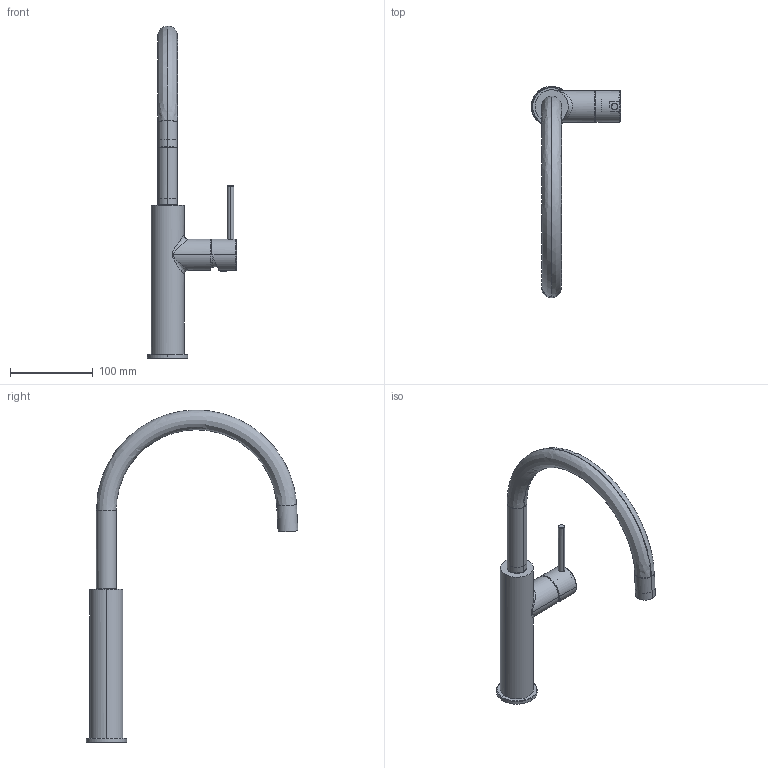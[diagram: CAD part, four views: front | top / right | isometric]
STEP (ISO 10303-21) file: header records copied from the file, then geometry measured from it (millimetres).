
FILE_DESCRIPTION(/* description */ (''),/* implementation_level */ '2;1');
FILE_NAME(/* name */ 'STEP - 133972301_2265797',/* time_stamp */ '2024-04-30T13:47:47+10:00',/* author */ (''),/* organization */ (''),/* preprocessor_version */ 'ST-DEVELOPER v16.5',/* originating_system */ 'Rhino 7.23',/* authorisation */ '');
FILE_SCHEMA (('AUTOMOTIVE_DESIGN'));
Products named in the file (1): Document
Bounding box: 108.02 x 256.48 x 401.97 mm (x, y, z)
Volume: 160185.8 mm3; surface area: 185875.2 mm2
Topology: 29 solids, 34 shells, 2425 faces, 5818 edges, 3714 vertices
Faces by surface type: plane 1325, cylinder 692, bspline 408
Entity records: 85135 total; most frequent: CARTESIAN_POINT 45676, ORIENTED_EDGE 11568, EDGE_CURVE 5792, B_SPLINE_CURVE_WITH_KNOTS 4225, VERTEX_POINT 3714, EDGE_LOOP 2774, ADVANCED_FACE 2425, FACE_OUTER_BOUND 2425
